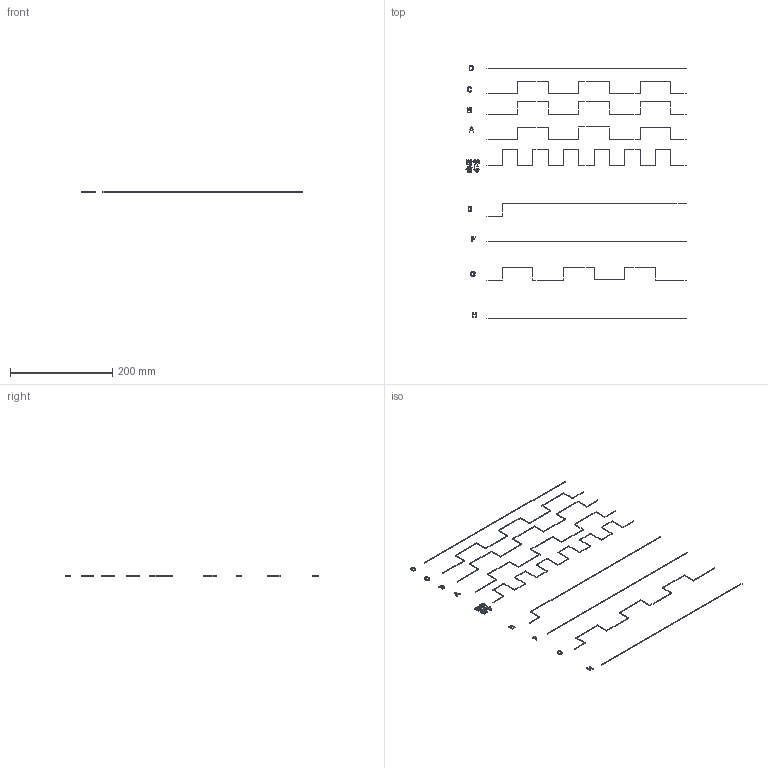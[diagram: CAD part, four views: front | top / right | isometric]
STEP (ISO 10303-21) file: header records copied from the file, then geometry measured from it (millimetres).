
FILE_DESCRIPTION(/* description */ ('','CAx-IF Rec.Pracs.---Representation and Presentation of Product Manufacturing Information (PMI)---4.0---2014-10-13'),/* implementation_level */ '2;1');
FILE_NAME(/* name */ 'TRIGGER_1 v1.step',/* time_stamp */ '2025-03-23T16:03:43+08:00',/* author */ (''),/* organization */ (''),/* preprocessor_version */ 'ST-DEVELOPER v20',/* originating_system */ 'Autodesk Translation Framework v13.20.0.188',/* authorisation */ '');
FILE_SCHEMA (('AP242_MANAGED_MODEL_BASED_3D_ENGINEERING_MIM_LF { 1 0 10303 442 1 1 4 }'));
Length unit declared in the file: millimetre
Products named in the file (1): TRIGGER_1
Bounding box: 431.22 x 495 x 2 mm (x, y, z)
Surface area: 10754.7 mm2 (no closed solid volume)
Topology: 0 solids, 39 shells, 446 faces, 1347 edges, 910 vertices
Faces by surface type: plane 306, bspline 140
Entity records: 15932 total; most frequent: CARTESIAN_POINT 5556, ORIENTED_EDGE 1784, DIRECTION 1681, EDGE_CURVE 1347, LINE 1067, VECTOR 1067, VERTEX_POINT 910, FACE_OUTER_BOUND 446
